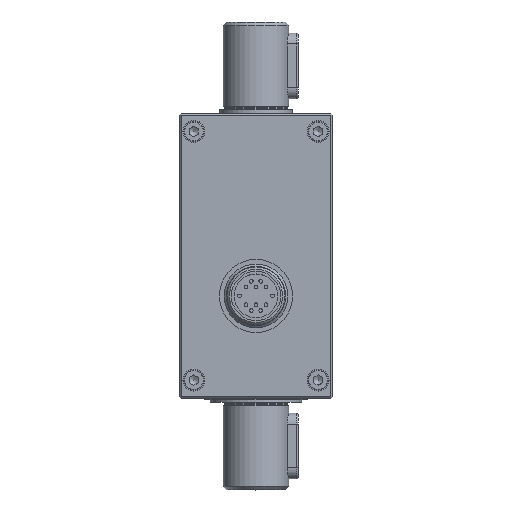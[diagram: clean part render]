
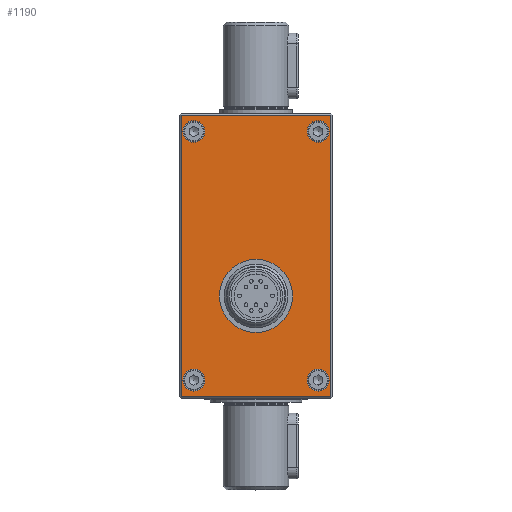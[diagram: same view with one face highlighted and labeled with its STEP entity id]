
A CAD part, top view. The second image highlights one B-rep face of the part: STEP entity #1190.
In plain terms, the highlighted face is planar.
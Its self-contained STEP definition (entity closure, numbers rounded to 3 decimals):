
#1190 = ADVANCED_FACE( '', ( #2420, #2421, #2422, #2423, #2424, #2425 ), #2426, .F. );
#2420 = FACE_OUTER_BOUND( '', #4093, .T. );
#2421 = FACE_BOUND( '', #4094, .T. );
#2422 = FACE_BOUND( '', #4095, .T. );
#2423 = FACE_BOUND( '', #4096, .T. );
#2424 = FACE_BOUND( '', #4097, .T. );
#2425 = FACE_BOUND( '', #4098, .T. );
#2426 = PLANE( '', #4099 );
#4093 = EDGE_LOOP( '', ( #6068, #6069, #6070, #6071 ) );
#4094 = EDGE_LOOP( '', ( #6072 ) );
#4095 = EDGE_LOOP( '', ( #6073 ) );
#4096 = EDGE_LOOP( '', ( #6074 ) );
#4097 = EDGE_LOOP( '', ( #6075 ) );
#4098 = EDGE_LOOP( '', ( #6076 ) );
#4099 = AXIS2_PLACEMENT_3D( '', #6077, #6078, #6079 );
#6068 = ORIENTED_EDGE( '', *, *, #8703, .T. );
#6069 = ORIENTED_EDGE( '', *, *, #8584, .T. );
#6070 = ORIENTED_EDGE( '', *, *, #8704, .T. );
#6071 = ORIENTED_EDGE( '', *, *, #8705, .T. );
#6072 = ORIENTED_EDGE( '', *, *, #8706, .T. );
#6073 = ORIENTED_EDGE( '', *, *, #8707, .T. );
#6074 = ORIENTED_EDGE( '', *, *, #8708, .T. );
#6075 = ORIENTED_EDGE( '', *, *, #8709, .T. );
#6076 = ORIENTED_EDGE( '', *, *, #8710, .F. );
#6077 = CARTESIAN_POINT( '', ( -39., 21., 0. ) );
#6078 = DIRECTION( '', ( 0., 0., 1. ) );
#6079 = DIRECTION( '', ( 1., 0., 0. ) );
#8584 = EDGE_CURVE( '', #9823, #9827, #9829, .T. );
#8703 = EDGE_CURVE( '', #10012, #9823, #10013, .T. );
#8704 = EDGE_CURVE( '', #9827, #9771, #10014, .T. );
#8705 = EDGE_CURVE( '', #9771, #10012, #10015, .T. );
#8706 = EDGE_CURVE( '', #10016, #10016, #10017, .T. );
#8707 = EDGE_CURVE( '', #10018, #10018, #10019, .T. );
#8708 = EDGE_CURVE( '', #10020, #10020, #10021, .T. );
#8709 = EDGE_CURVE( '', #10022, #10022, #10023, .T. );
#8710 = EDGE_CURVE( '', #10024, #10024, #10025, .T. );
#9771 = VERTEX_POINT( '', #11486 );
#9823 = VERTEX_POINT( '', #11547 );
#9827 = VERTEX_POINT( '', #11553 );
#9829 = LINE( '', #11556, #11557 );
#10012 = VERTEX_POINT( '', #11806 );
#10013 = LINE( '', #11807, #11808 );
#10014 = LINE( '', #11809, #11810 );
#10015 = LINE( '', #11811, #11812 );
#10016 = VERTEX_POINT( '', #11813 );
#10017 = CIRCLE( '', #11814, 3. );
#10018 = VERTEX_POINT( '', #11815 );
#10019 = CIRCLE( '', #11816, 3. );
#10020 = VERTEX_POINT( '', #11817 );
#10021 = CIRCLE( '', #11818, 3. );
#10022 = VERTEX_POINT( '', #11819 );
#10023 = CIRCLE( '', #11820, 3. );
#10024 = VERTEX_POINT( '', #11821 );
#10025 = CIRCLE( '', #11822, 9. );
#11486 = CARTESIAN_POINT( '', ( -38.5, 20.5, 0. ) );
#11547 = CARTESIAN_POINT( '', ( 38.5, -20.5, 0. ) );
#11553 = CARTESIAN_POINT( '', ( -38.5, -20.5, 0. ) );
#11556 = CARTESIAN_POINT( '', ( -39., -20.5, 0. ) );
#11557 = VECTOR( '', #13370, 1000. );
#11806 = CARTESIAN_POINT( '', ( 38.5, 20.5, 0. ) );
#11807 = CARTESIAN_POINT( '', ( 38.5, 21., 0. ) );
#11808 = VECTOR( '', #13523, 1000. );
#11809 = CARTESIAN_POINT( '', ( -38.5, 21., 0. ) );
#11810 = VECTOR( '', #13524, 1000. );
#11811 = CARTESIAN_POINT( '', ( -39., 20.5, 0. ) );
#11812 = VECTOR( '', #13525, 1000. );
#11813 = CARTESIAN_POINT( '', ( -34., -14., 0. ) );
#11814 = AXIS2_PLACEMENT_3D( '', #13526, #13527, #13528 );
#11815 = CARTESIAN_POINT( '', ( 34., -14., 0. ) );
#11816 = AXIS2_PLACEMENT_3D( '', #13529, #13530, #13531 );
#11817 = CARTESIAN_POINT( '', ( 34., 20., 0. ) );
#11818 = AXIS2_PLACEMENT_3D( '', #13532, #13533, #13534 );
#11819 = CARTESIAN_POINT( '', ( -34., 20., 0. ) );
#11820 = AXIS2_PLACEMENT_3D( '', #13535, #13536, #13537 );
#11821 = CARTESIAN_POINT( '', ( -2., 0., 0. ) );
#11822 = AXIS2_PLACEMENT_3D( '', #13538, #13539, #13540 );
#13370 = DIRECTION( '', ( -1., 0., 0. ) );
#13523 = DIRECTION( '', ( 0., -1., 0. ) );
#13524 = DIRECTION( '', ( 0., 1., 0. ) );
#13525 = DIRECTION( '', ( 1., 0., 0. ) );
#13526 = CARTESIAN_POINT( '', ( -34., -17., 0. ) );
#13527 = DIRECTION( '', ( 0., 0., 1. ) );
#13528 = DIRECTION( '', ( 0., 1., 0. ) );
#13529 = CARTESIAN_POINT( '', ( 34., -17., 0. ) );
#13530 = DIRECTION( '', ( 0., 0., 1. ) );
#13531 = DIRECTION( '', ( 0., 1., 0. ) );
#13532 = CARTESIAN_POINT( '', ( 34., 17., 0. ) );
#13533 = DIRECTION( '', ( 0., 0., 1. ) );
#13534 = DIRECTION( '', ( 0., 1., 0. ) );
#13535 = CARTESIAN_POINT( '', ( -34., 17., 0. ) );
#13536 = DIRECTION( '', ( 0., 0., 1. ) );
#13537 = DIRECTION( '', ( 0., 1., 0. ) );
#13538 = CARTESIAN_POINT( '', ( -11., 0., 0. ) );
#13539 = DIRECTION( '', ( 0., 0., -1. ) );
#13540 = DIRECTION( '', ( 1., 0., 0. ) );
